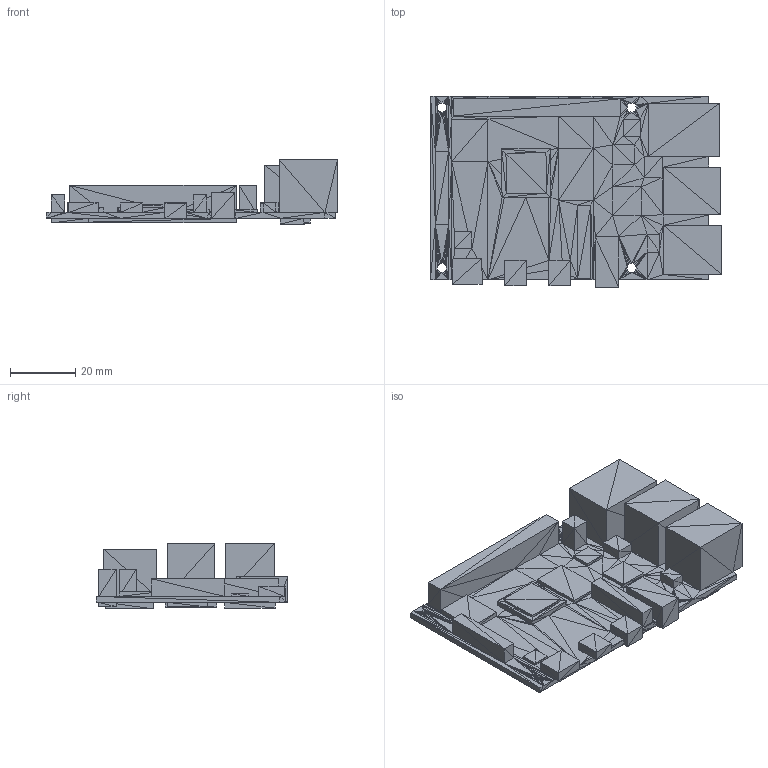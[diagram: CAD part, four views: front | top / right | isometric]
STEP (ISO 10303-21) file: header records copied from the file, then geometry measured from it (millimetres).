
FILE_DESCRIPTION(/* description */ (''),/* implementation_level */ '2;1');
FILE_NAME(/* name */ 'aaa.step',/* time_stamp */ '2023-10-06T19:22:47+01:00',/* author */ (''),/* organization */ (''),/* preprocessor_version */ 'ST-DEVELOPER v19.2',/* originating_system */ 'Autodesk Translation Framework v12.6.0.85',/* authorisation */ '');
FILE_SCHEMA (('AUTOMOTIVE_DESIGN { 1 0 10303 214 3 1 1 }'));
Length unit declared in the file: millimetre
Products named in the file (1): (Unsaved)
Bounding box: 89 x 58.6 x 20.1 mm (x, y, z)
Volume: 29178.4 mm3; surface area: 17567.4 mm2
Topology: 5 solids, 5 shells, 845 faces, 1266 edges, 423 vertices
Faces by surface type: plane 845
Entity records: 16521 total; most frequent: DIRECTION 2958, CARTESIAN_POINT 2535, ORIENTED_EDGE 2532, LINE 1266, VECTOR 1266, EDGE_CURVE 1266, AXIS2_PLACEMENT_3D 846, FACE_OUTER_BOUND 845
